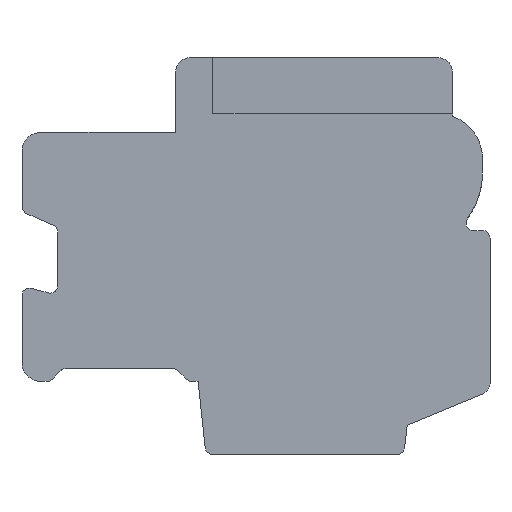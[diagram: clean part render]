
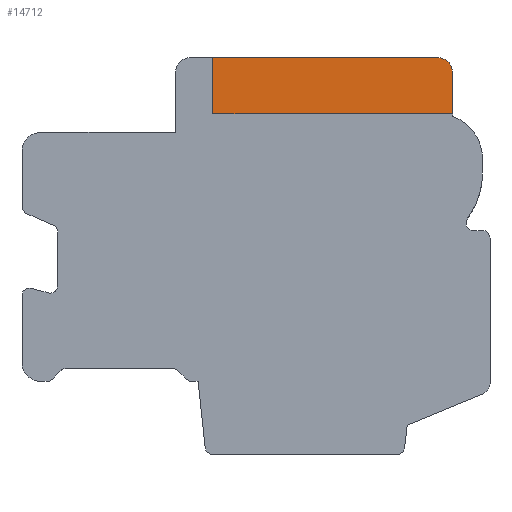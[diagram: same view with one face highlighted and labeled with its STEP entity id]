
A CAD part, front view. The second image highlights one B-rep face of the part: STEP entity #14712.
In plain terms, the highlighted planar face has unit normal (0, -1, 0).
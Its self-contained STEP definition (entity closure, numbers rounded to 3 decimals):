
#57=DIRECTION('',(-1.,0.,0.));
#58=VECTOR('',#57,6.);
#59=CARTESIAN_POINT('',(4.85,-83.5,5.3));
#60=LINE('',#59,#58);
#953=CARTESIAN_POINT('',(4.85,-83.5,4.9));
#954=DIRECTION('',(0.,1.,0.));
#955=DIRECTION('',(0.,0.,1.));
#956=AXIS2_PLACEMENT_3D('',#953,#954,#955);
#1010=DIRECTION('',(0.,0.,-1.));
#1011=VECTOR('',#1010,1.1);
#1012=CARTESIAN_POINT('',(5.25,-83.5,4.9));
#1013=LINE('',#1012,#1011);
#4489=DIRECTION('',(0.,0.,1.));
#4490=VECTOR('',#4489,1.5);
#4491=CARTESIAN_POINT('',(-1.15,-83.5,3.8));
#4492=LINE('',#4491,#4490);
#4497=DIRECTION('',(-1.,0.,0.));
#4498=VECTOR('',#4497,6.4);
#4499=CARTESIAN_POINT('',(5.25,-83.5,3.8));
#4500=LINE('',#4499,#4498);
#9525=CARTESIAN_POINT('',(-1.15,-83.5,5.3));
#9527=VERTEX_POINT('',#9525);
#9529=CARTESIAN_POINT('',(4.85,-83.5,5.3));
#9530=VERTEX_POINT('',#9529);
#9531=CARTESIAN_POINT('',(5.25,-83.5,4.9));
#9532=VERTEX_POINT('',#9531);
#9533=CARTESIAN_POINT('',(5.25,-83.5,3.8));
#9534=VERTEX_POINT('',#9533);
#9537=CARTESIAN_POINT('',(-1.15,-83.5,3.8));
#9538=VERTEX_POINT('',#9537);
#14699=CARTESIAN_POINT('',(5.25,-83.5,3.8));
#14700=DIRECTION('',(0.,1.,0.));
#14701=DIRECTION('',(0.,0.,1.));
#14702=AXIS2_PLACEMENT_3D('',#14699,#14700,#14701);
#14703=PLANE('',#14702);
#14704=ORIENTED_EDGE('',*,*,#10299,.F.);
#14705=ORIENTED_EDGE('',*,*,#11196,.T.);
#14706=ORIENTED_EDGE('',*,*,#11270,.T.);
#14708=ORIENTED_EDGE('',*,*,#14707,.T.);
#14709=ORIENTED_EDGE('',*,*,#14691,.T.);
#14710=EDGE_LOOP('',(#14704,#14705,#14706,#14708,#14709));
#14711=FACE_OUTER_BOUND('',#14710,.F.);
#14712=ADVANCED_FACE('',(#14711),#14703,.F.);
#957=CIRCLE('',#956,0.4);
#10299=EDGE_CURVE('',#9530,#9527,#60,.T.);
#11196=EDGE_CURVE('',#9530,#9532,#957,.T.);
#11270=EDGE_CURVE('',#9532,#9534,#1013,.T.);
#14691=EDGE_CURVE('',#9538,#9527,#4492,.T.);
#14707=EDGE_CURVE('',#9534,#9538,#4500,.T.);
